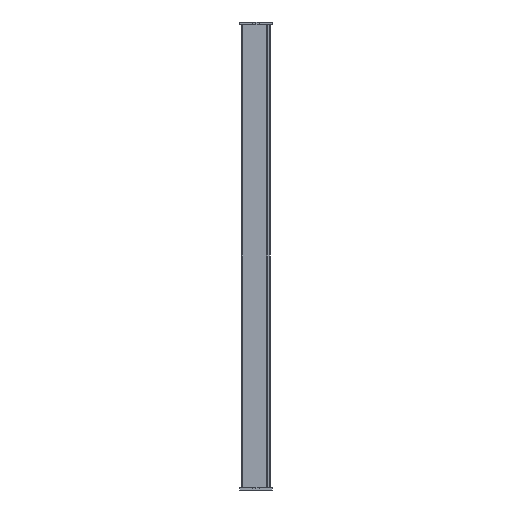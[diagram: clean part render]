
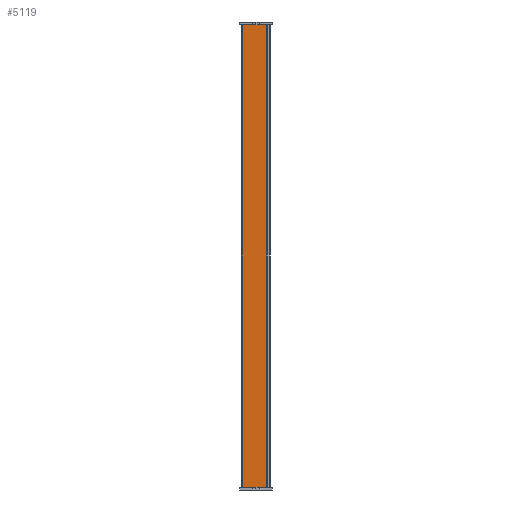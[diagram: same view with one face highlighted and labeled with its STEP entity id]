
A CAD part, left-side view. The second image highlights one B-rep face of the part: STEP entity #5119.
In plain terms, the highlighted planar face has unit normal (-0.999, 0.052, 0).
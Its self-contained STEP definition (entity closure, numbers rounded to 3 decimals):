
#206 = EDGE_CURVE ( 'NONE', #17927, #12470, #15280, .T. ) ;
#289 = VECTOR ( 'NONE', #19101, 1000. ) ;
#355 = LINE ( 'NONE', #4890, #20097 ) ;
#545 = DIRECTION ( 'NONE',  ( 0., 0., -1. ) ) ;
#597 = CARTESIAN_POINT ( 'NONE',  ( 0.306, 0., 0. ) ) ;
#686 = CARTESIAN_POINT ( 'NONE',  ( 0.306, 0., 0. ) ) ;
#798 = LINE ( 'NONE', #6634, #289 ) ;
#1258 = CARTESIAN_POINT ( 'NONE',  ( -1.255, -29.8, -500. ) ) ;
#1400 = CARTESIAN_POINT ( 'NONE',  ( 0.312, 0.099, 0. ) ) ;
#1457 = VERTEX_POINT ( 'NONE', #2701 ) ;
#1717 = EDGE_CURVE ( 'NONE', #7812, #9623, #355, .T. ) ;
#2109 = CARTESIAN_POINT ( 'NONE',  ( -1.255, -29.8, 0. ) ) ;
#2154 = DIRECTION ( 'NONE',  ( 0.052, 0.999, 0. ) ) ;
#2701 = CARTESIAN_POINT ( 'NONE',  ( 0.207, -1.895, -500. ) ) ;
#2757 = PLANE ( 'NONE',  #9442 ) ;
#3076 = LINE ( 'NONE', #686, #14048 ) ;
#3277 = EDGE_CURVE ( 'NONE', #5981, #12470, #18598, .T. ) ;
#3380 = ORIENTED_EDGE ( 'NONE', *, *, #13470, .F. ) ;
#3745 = ORIENTED_EDGE ( 'NONE', *, *, #3277, .T. ) ;
#3746 = CARTESIAN_POINT ( 'NONE',  ( 0.306, 0., -500. ) ) ;
#4137 = CARTESIAN_POINT ( 'NONE',  ( -1.206, -28.852, 0. ) ) ;
#4190 = EDGE_LOOP ( 'NONE', ( #4327, #3745, #15110, #13773, #16587, #7671, #3380, #18644 ) ) ;
#4327 = ORIENTED_EDGE ( 'NONE', *, *, #19406, .T. ) ;
#4842 = FACE_OUTER_BOUND ( 'NONE', #4190, .T. ) ;
#4890 = CARTESIAN_POINT ( 'NONE',  ( -1.258, -29.85, -500. ) ) ;
#5119 = ADVANCED_FACE ( 'NONE', ( #4842 ), #2757, .F. ) ;
#5410 = CARTESIAN_POINT ( 'NONE',  ( -1.206, -28.852, -500. ) ) ;
#5981 = VERTEX_POINT ( 'NONE', #11839 ) ;
#6634 = CARTESIAN_POINT ( 'NONE',  ( 0.306, 0., -500. ) ) ;
#7405 = CARTESIAN_POINT ( 'NONE',  ( 0.306, 0., -500. ) ) ;
#7490 = DIRECTION ( 'NONE',  ( 0.999, -0.052, 0. ) ) ;
#7512 = VECTOR ( 'NONE', #11551, 1000. ) ;
#7671 = ORIENTED_EDGE ( 'NONE', *, *, #1717, .T. ) ;
#7812 = VERTEX_POINT ( 'NONE', #5410 ) ;
#8031 = EDGE_CURVE ( 'NONE', #1457, #17927, #12979, .T. ) ;
#8419 = LINE ( 'NONE', #597, #19868 ) ;
#9442 = AXIS2_PLACEMENT_3D ( 'NONE', #16791, #7490, #18365 ) ;
#9623 = VERTEX_POINT ( 'NONE', #1258 ) ;
#10010 = DIRECTION ( 'NONE',  ( -0.052, -0.999, 0. ) ) ;
#10726 = EDGE_CURVE ( 'NONE', #12285, #18792, #3076, .T. ) ;
#11551 = DIRECTION ( 'NONE',  ( 0., 0., 1. ) ) ;
#11839 = CARTESIAN_POINT ( 'NONE',  ( 0.207, -1.895, 0. ) ) ;
#12285 = VERTEX_POINT ( 'NONE', #4137 ) ;
#12470 = VERTEX_POINT ( 'NONE', #20171 ) ;
#12490 = VECTOR ( 'NONE', #13892, 1000. ) ;
#12979 = LINE ( 'NONE', #15455, #12490 ) ;
#13470 = EDGE_CURVE ( 'NONE', #18792, #9623, #18491, .T. ) ;
#13773 = ORIENTED_EDGE ( 'NONE', *, *, #8031, .F. ) ;
#13892 = DIRECTION ( 'NONE',  ( 0.052, 0.999, 0. ) ) ;
#14048 = VECTOR ( 'NONE', #10010, 1000. ) ;
#14442 = VECTOR ( 'NONE', #15339, 1000. ) ;
#14568 = CARTESIAN_POINT ( 'NONE',  ( -1.255, -29.8, -500. ) ) ;
#15110 = ORIENTED_EDGE ( 'NONE', *, *, #206, .F. ) ;
#15280 = LINE ( 'NONE', #3746, #7512 ) ;
#15339 = DIRECTION ( 'NONE',  ( 0.052, 0.999, 0. ) ) ;
#15455 = CARTESIAN_POINT ( 'NONE',  ( 0.306, 0., -500. ) ) ;
#15755 = DIRECTION ( 'NONE',  ( -0.052, -0.999, 0. ) ) ;
#15789 = VECTOR ( 'NONE', #545, 1000. ) ;
#16587 = ORIENTED_EDGE ( 'NONE', *, *, #17653, .F. ) ;
#16791 = CARTESIAN_POINT ( 'NONE',  ( 0.306, 0., -500. ) ) ;
#17653 = EDGE_CURVE ( 'NONE', #7812, #1457, #798, .T. ) ;
#17927 = VERTEX_POINT ( 'NONE', #7405 ) ;
#18365 = DIRECTION ( 'NONE',  ( 0.052, 0.999, 0. ) ) ;
#18491 = LINE ( 'NONE', #14568, #15789 ) ;
#18598 = LINE ( 'NONE', #1400, #14442 ) ;
#18644 = ORIENTED_EDGE ( 'NONE', *, *, #10726, .F. ) ;
#18792 = VERTEX_POINT ( 'NONE', #2109 ) ;
#19101 = DIRECTION ( 'NONE',  ( 0.052, 0.999, 0. ) ) ;
#19406 = EDGE_CURVE ( 'NONE', #12285, #5981, #8419, .T. ) ;
#19868 = VECTOR ( 'NONE', #2154, 1000. ) ;
#20097 = VECTOR ( 'NONE', #15755, 1000. ) ;
#20171 = CARTESIAN_POINT ( 'NONE',  ( 0.306, 0., 0. ) ) ;
